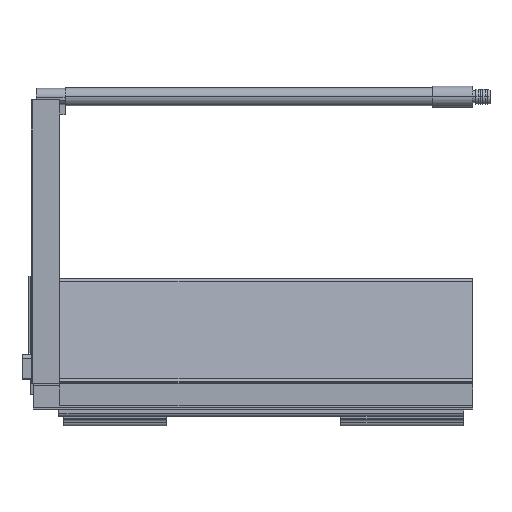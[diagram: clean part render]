
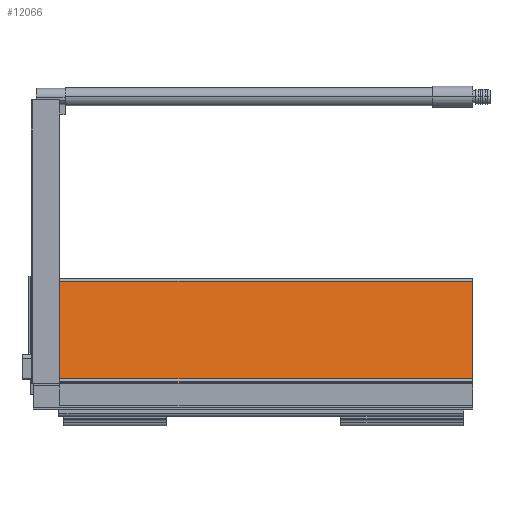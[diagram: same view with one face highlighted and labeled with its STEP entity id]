
A CAD part, top view. The second image highlights one B-rep face of the part: STEP entity #12066.
In plain terms, the highlighted planar face has unit normal (0, 0.139, 0.99).
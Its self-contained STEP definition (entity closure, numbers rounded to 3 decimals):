
#72 = CARTESIAN_POINT ( 'NONE',  ( 0., 75.024, 25.028 ) ) ;
#398 = VERTEX_POINT ( 'NONE', #5422 ) ;
#789 = FACE_OUTER_BOUND ( 'NONE', #11737, .T. ) ;
#1032 = AXIS2_PLACEMENT_3D ( 'NONE', #4653, #1678, #11376 ) ;
#1256 = EDGE_CURVE ( 'NONE', #1663, #6902, #6074, .T. ) ;
#1663 = VERTEX_POINT ( 'NONE', #2984 ) ;
#1678 = DIRECTION ( 'NONE',  ( 0., 0.139, 0.99 ) ) ;
#2869 = CARTESIAN_POINT ( 'NONE',  ( -273.5, 75.024, 25.028 ) ) ;
#2984 = CARTESIAN_POINT ( 'NONE',  ( -273.5, 75.024, 25.028 ) ) ;
#3568 = LINE ( 'NONE', #2869, #4056 ) ;
#4056 = VECTOR ( 'NONE', #10469, 1000. ) ;
#4410 = VERTEX_POINT ( 'NONE', #10570 ) ;
#4653 = CARTESIAN_POINT ( 'NONE',  ( -293., 75.024, 25.028 ) ) ;
#4937 = DIRECTION ( 'NONE',  ( 1., 0., 0. ) ) ;
#5422 = CARTESIAN_POINT ( 'NONE',  ( 0., 10.222, 34.135 ) ) ;
#5599 = ORIENTED_EDGE ( 'NONE', *, *, #1256, .F. ) ;
#6074 = LINE ( 'NONE', #10616, #6280 ) ;
#6077 = ORIENTED_EDGE ( 'NONE', *, *, #11328, .T. ) ;
#6280 = VECTOR ( 'NONE', #4937, 1000. ) ;
#6586 = PLANE ( 'NONE',  #1032 ) ;
#6726 = CARTESIAN_POINT ( 'NONE',  ( 0., 10.222, 34.135 ) ) ;
#6902 = VERTEX_POINT ( 'NONE', #8433 ) ;
#7043 = EDGE_CURVE ( 'NONE', #4410, #1663, #3568, .T. ) ;
#8433 = CARTESIAN_POINT ( 'NONE',  ( 0., 75.024, 25.028 ) ) ;
#8526 = VECTOR ( 'NONE', #12332, 1000. ) ;
#8543 = LINE ( 'NONE', #6726, #8526 ) ;
#9228 = VECTOR ( 'NONE', #9925, 1000. ) ;
#9872 = ORIENTED_EDGE ( 'NONE', *, *, #12224, .F. ) ;
#9925 = DIRECTION ( 'NONE',  ( 0., -0.99, 0.139 ) ) ;
#10177 = ORIENTED_EDGE ( 'NONE', *, *, #7043, .F. ) ;
#10469 = DIRECTION ( 'NONE',  ( 0., 0.99, -0.139 ) ) ;
#10570 = CARTESIAN_POINT ( 'NONE',  ( -273.5, 10.222, 34.135 ) ) ;
#10616 = CARTESIAN_POINT ( 'NONE',  ( -293., 75.024, 25.028 ) ) ;
#10854 = LINE ( 'NONE', #72, #9228 ) ;
#11328 = EDGE_CURVE ( 'NONE', #4410, #398, #8543, .T. ) ;
#11376 = DIRECTION ( 'NONE',  ( 0., -0.99, 0.139 ) ) ;
#11737 = EDGE_LOOP ( 'NONE', ( #10177, #6077, #9872, #5599 ) ) ;
#12066 = ADVANCED_FACE ( 'NONE', ( #789 ), #6586, .T. ) ;
#12224 = EDGE_CURVE ( 'NONE', #6902, #398, #10854, .T. ) ;
#12332 = DIRECTION ( 'NONE',  ( 1., 0., 0. ) ) ;
